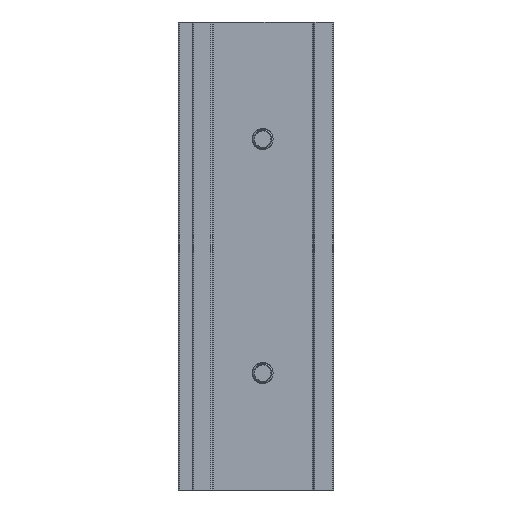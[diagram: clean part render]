
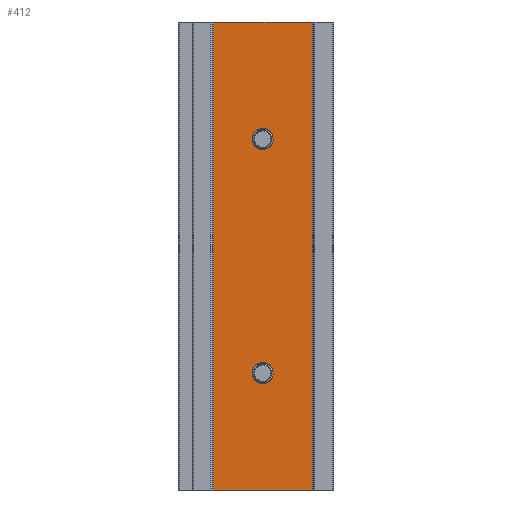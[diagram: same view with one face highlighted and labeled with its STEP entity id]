
A CAD part, front view. The second image highlights one B-rep face of the part: STEP entity #412.
In plain terms, the highlighted planar face has unit normal (0, -1, 0).
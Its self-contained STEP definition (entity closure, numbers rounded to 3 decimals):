
#231=CARTESIAN_POINT('',(310.853,184.439,135.0));
#232=VERTEX_POINT('',#231);
#233=CARTESIAN_POINT('',(314.176,184.439,135.0));
#234=DIRECTION('',(0.0,1.0,0.0));
#235=DIRECTION('',(1.0,0.0,0.0));
#236=AXIS2_PLACEMENT_3D('',#233,#234,#235);
#237=CIRCLE('',#236,3.324);
#238=EDGE_CURVE('',#232,#232,#237,.T.);
#280=CARTESIAN_POINT('',(310.853,184.439,45.0));
#281=VERTEX_POINT('',#280);
#282=CARTESIAN_POINT('',(314.176,184.439,45.0));
#283=DIRECTION('',(0.0,1.0,0.0));
#284=DIRECTION('',(1.0,0.0,0.0));
#285=AXIS2_PLACEMENT_3D('',#282,#283,#284);
#286=CIRCLE('',#285,3.324);
#287=EDGE_CURVE('',#281,#281,#286,.T.);
#348=CARTESIAN_POINT('',(333.306,184.439,180.0));
#349=VERTEX_POINT('',#348);
#357=CARTESIAN_POINT('',(333.306,184.439,0.0));
#358=VERTEX_POINT('',#357);
#359=CARTESIAN_POINT('',(333.306,184.439,0.0));
#360=DIRECTION('',(0.0,0.0,1.0));
#361=VECTOR('',#360,180.0);
#362=LINE('',#359,#361);
#363=EDGE_CURVE('',#358,#349,#362,.T.);
#376=CARTESIAN_POINT('',(333.306,184.439,0.0));
#377=DIRECTION('',(0.0,-1.0,0.0));
#378=DIRECTION('',(0.0,0.0,-1.0));
#379=AXIS2_PLACEMENT_3D('',#376,#377,#378);
#380=PLANE('',#379);
#381=CARTESIAN_POINT('',(295.306,184.439,180.0));
#382=VERTEX_POINT('',#381);
#383=CARTESIAN_POINT('',(333.306,184.439,180.0));
#384=DIRECTION('',(-1.0,0.0,0.0));
#385=VECTOR('',#384,38.);
#386=LINE('',#383,#385);
#387=EDGE_CURVE('',#349,#382,#386,.T.);
#388=ORIENTED_EDGE('',*,*,#387,.T.);
#389=CARTESIAN_POINT('',(295.306,184.439,0.0));
#390=VERTEX_POINT('',#389);
#391=CARTESIAN_POINT('',(295.306,184.439,0.0));
#392=DIRECTION('',(0.0,0.0,1.0));
#393=VECTOR('',#392,180.0);
#394=LINE('',#391,#393);
#395=EDGE_CURVE('',#390,#382,#394,.T.);
#396=ORIENTED_EDGE('',*,*,#395,.F.);
#397=CARTESIAN_POINT('',(295.306,184.439,0.0));
#398=DIRECTION('',(1.0,0.0,0.0));
#399=VECTOR('',#398,38.);
#400=LINE('',#397,#399);
#401=EDGE_CURVE('',#390,#358,#400,.T.);
#402=ORIENTED_EDGE('',*,*,#401,.T.);
#403=ORIENTED_EDGE('',*,*,#363,.T.);
#404=EDGE_LOOP('',(#388,#396,#402,#403));
#405=FACE_OUTER_BOUND('',#404,.T.);
#406=ORIENTED_EDGE('',*,*,#238,.T.);
#407=EDGE_LOOP('',(#406));
#408=FACE_BOUND('',#407,.T.);
#409=ORIENTED_EDGE('',*,*,#287,.T.);
#410=EDGE_LOOP('',(#409));
#411=FACE_BOUND('',#410,.T.);
#412=ADVANCED_FACE('',(#405,#408,#411),#380,.T.);
